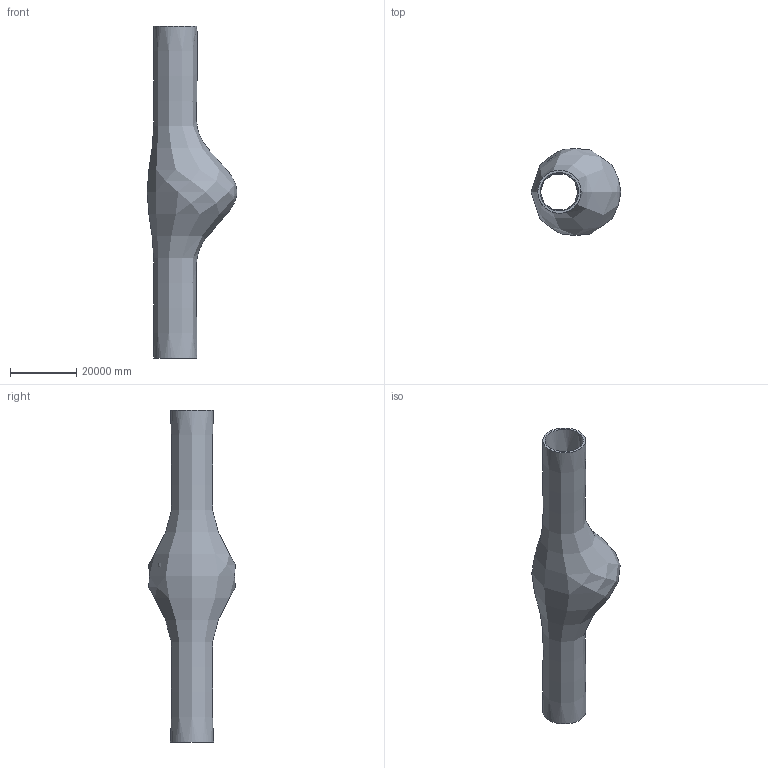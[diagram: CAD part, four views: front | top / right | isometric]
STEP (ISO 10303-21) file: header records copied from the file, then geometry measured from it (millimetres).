
FILE_DESCRIPTION(('Open CASCADE Model'),'2;1');
FILE_NAME('Open CASCADE Shape Model','2024-07-01T13:24:21',('Author'),( 'Open CASCADE'),'Open CASCADE STEP processor 7.5','Open CASCADE 7.5' ,'Unknown');
FILE_SCHEMA(('AUTOMOTIVE_DESIGN { 1 0 10303 214 1 1 1 1 }'));
Length unit declared in the file: metre
Products named in the file (1): Open CASCADE STEP translator 7.5 4
Bounding box: 26998.13 x 26046.9 x 100000 mm (x, y, z)
Volume: 3320574943623.4 mm3; surface area: 9953247575.2 mm2
Topology: 1 solids, 1 shells, 4 faces, 6 edges, 4 vertices
Faces by surface type: bspline 2, plane 2
Entity records: 558 total; most frequent: CARTESIAN_POINT 417, DIRECTION 22, ORIENTED_EDGE 12, PCURVE 12, DEFINITIONAL_REPRESENTATION 12, CIRCLE 8, AXIS2_PLACEMENT_3D 7, FACE_BOUND 6
